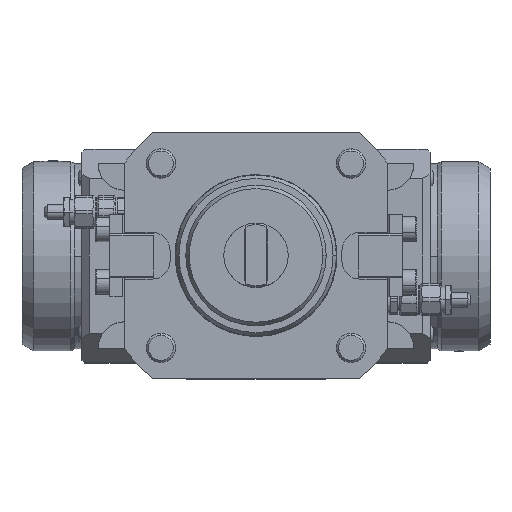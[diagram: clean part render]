
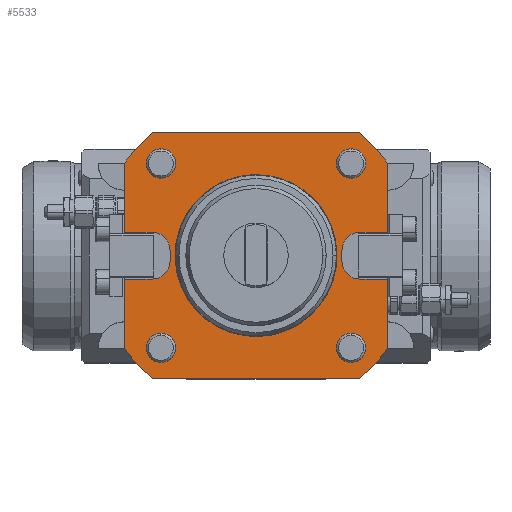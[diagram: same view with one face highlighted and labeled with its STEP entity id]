
A CAD part, top view. The second image highlights one B-rep face of the part: STEP entity #5533.
In plain terms, the highlighted planar face has unit normal (0, 0, 1).
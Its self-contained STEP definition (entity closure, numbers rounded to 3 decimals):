
#3599=CARTESIAN_POINT('',(-27.5,0.,0.));
#3600=VERTEX_POINT('',#3599);
#3607=CARTESIAN_POINT('',(27.5,-0.,0.));
#3608=VERTEX_POINT('',#3607);
#3609=CARTESIAN_POINT('',(-0.,-0.,0.));
#3610=DIRECTION('',(-0.,-0.,1.));
#3611=DIRECTION('',(-1.,0.,-0.));
#3612=AXIS2_PLACEMENT_3D('',#3609,#3610,#3611);
#3613=CIRCLE('',#3612,27.5);
#3614=EDGE_CURVE('',#3600,#3608,#3613,.T.);
#3659=CARTESIAN_POINT('',(45.,-31.623,-0.));
#3660=VERTEX_POINT('',#3659);
#3667=CARTESIAN_POINT('',(35.511,-42.,-0.));
#3668=VERTEX_POINT('',#3667);
#3669=CARTESIAN_POINT('',(0.,0.,0.));
#3670=DIRECTION('',(0.,-0.,1.));
#3671=DIRECTION('',(1.,-0.,-0.));
#3672=AXIS2_PLACEMENT_3D('',#3669,#3670,#3671);
#3673=CIRCLE('',#3672,55.);
#3674=EDGE_CURVE('',#3668,#3660,#3673,.T.);
#3701=CARTESIAN_POINT('',(-45.,31.623,0.));
#3702=VERTEX_POINT('',#3701);
#3709=CARTESIAN_POINT('',(-35.511,42.,0.));
#3710=VERTEX_POINT('',#3709);
#3711=CARTESIAN_POINT('',(0.,0.,0.));
#3712=DIRECTION('',(0.,-0.,1.));
#3713=DIRECTION('',(1.,-0.,-0.));
#3714=AXIS2_PLACEMENT_3D('',#3711,#3712,#3713);
#3715=CIRCLE('',#3714,55.);
#3716=EDGE_CURVE('',#3710,#3702,#3715,.T.);
#3957=CARTESIAN_POINT('',(35.511,42.,-0.));
#3958=VERTEX_POINT('',#3957);
#3959=CARTESIAN_POINT('',(-35.511,42.,0.));
#3960=DIRECTION('',(1.,0.,-0.));
#3961=VECTOR('',#3960,71.021);
#3962=LINE('',#3959,#3961);
#3963=EDGE_CURVE('',#3710,#3958,#3962,.T.);
#4039=CARTESIAN_POINT('',(45.,31.623,-0.));
#4040=VERTEX_POINT('',#4039);
#4041=CARTESIAN_POINT('',(0.,0.,0.));
#4042=DIRECTION('',(0.,-0.,1.));
#4043=DIRECTION('',(1.,-0.,-0.));
#4044=AXIS2_PLACEMENT_3D('',#4041,#4042,#4043);
#4045=CIRCLE('',#4044,55.);
#4046=EDGE_CURVE('',#4040,#3958,#4045,.T.);
#4222=CARTESIAN_POINT('',(-35.511,-42.,0.));
#4223=VERTEX_POINT('',#4222);
#4230=CARTESIAN_POINT('',(-45.,-31.623,0.));
#4231=VERTEX_POINT('',#4230);
#4232=CARTESIAN_POINT('',(0.,0.,0.));
#4233=DIRECTION('',(0.,-0.,1.));
#4234=DIRECTION('',(1.,-0.,-0.));
#4235=AXIS2_PLACEMENT_3D('',#4232,#4233,#4234);
#4236=CIRCLE('',#4235,55.);
#4237=EDGE_CURVE('',#4231,#4223,#4236,.T.);
#4673=CARTESIAN_POINT('',(29.4,-1.9,-0.));
#4674=VERTEX_POINT('',#4673);
#4675=CARTESIAN_POINT('',(29.4,1.9,-0.));
#4676=VERTEX_POINT('',#4675);
#4677=CARTESIAN_POINT('',(29.4,-1.9,-0.));
#4678=DIRECTION('',(0.,1.,0.));
#4679=VECTOR('',#4678,3.8);
#4680=LINE('',#4677,#4679);
#4681=EDGE_CURVE('',#4674,#4676,#4680,.T.);
#4704=CARTESIAN_POINT('',(35.5,8.,-0.));
#4705=VERTEX_POINT('',#4704);
#4706=CARTESIAN_POINT('',(35.5,1.9,-0.));
#4707=DIRECTION('',(-0.,0.,-1.));
#4708=DIRECTION('',(0.,1.,0.));
#4709=AXIS2_PLACEMENT_3D('',#4706,#4707,#4708);
#4710=CIRCLE('',#4709,6.1);
#4711=EDGE_CURVE('',#4676,#4705,#4710,.T.);
#4729=CARTESIAN_POINT('',(45.,8.,-0.));
#4730=VERTEX_POINT('',#4729);
#4739=CARTESIAN_POINT('',(35.5,8.,-0.));
#4740=DIRECTION('',(1.,-0.,-0.));
#4741=VECTOR('',#4740,9.5);
#4742=LINE('',#4739,#4741);
#4743=EDGE_CURVE('',#4705,#4730,#4742,.T.);
#4770=CARTESIAN_POINT('',(35.5,-8.,-0.));
#4771=VERTEX_POINT('',#4770);
#4778=CARTESIAN_POINT('',(45.,-8.,-0.));
#4779=VERTEX_POINT('',#4778);
#4780=CARTESIAN_POINT('',(45.,-8.,-0.));
#4781=DIRECTION('',(-1.,0.,0.));
#4782=VECTOR('',#4781,9.5);
#4783=LINE('',#4780,#4782);
#4784=EDGE_CURVE('',#4779,#4771,#4783,.T.);
#4800=CARTESIAN_POINT('',(35.5,-1.9,-0.));
#4801=DIRECTION('',(-0.,0.,-1.));
#4802=DIRECTION('',(-1.,0.,0.));
#4803=AXIS2_PLACEMENT_3D('',#4800,#4801,#4802);
#4804=CIRCLE('',#4803,6.1);
#4805=EDGE_CURVE('',#4771,#4674,#4804,.T.);
#4876=CARTESIAN_POINT('',(-29.4,1.9,-0.));
#4877=VERTEX_POINT('',#4876);
#4878=CARTESIAN_POINT('',(-29.4,-1.9,-0.));
#4879=VERTEX_POINT('',#4878);
#4880=CARTESIAN_POINT('',(-29.4,1.9,-0.));
#4881=DIRECTION('',(0.,-1.,-0.));
#4882=VECTOR('',#4881,3.8);
#4883=LINE('',#4880,#4882);
#4884=EDGE_CURVE('',#4877,#4879,#4883,.T.);
#4907=CARTESIAN_POINT('',(-35.5,-8.,-0.));
#4908=VERTEX_POINT('',#4907);
#4909=CARTESIAN_POINT('',(-35.5,-1.9,-0.));
#4910=DIRECTION('',(-0.,0.,-1.));
#4911=DIRECTION('',(-0.,-1.,-0.));
#4912=AXIS2_PLACEMENT_3D('',#4909,#4910,#4911);
#4913=CIRCLE('',#4912,6.1);
#4914=EDGE_CURVE('',#4879,#4908,#4913,.T.);
#4932=CARTESIAN_POINT('',(-45.,-8.,0.));
#4933=VERTEX_POINT('',#4932);
#4942=CARTESIAN_POINT('',(-35.5,-8.,-0.));
#4943=DIRECTION('',(-1.,0.,0.));
#4944=VECTOR('',#4943,9.5);
#4945=LINE('',#4942,#4944);
#4946=EDGE_CURVE('',#4908,#4933,#4945,.T.);
#4964=CARTESIAN_POINT('',(-35.5,8.,-0.));
#4965=VERTEX_POINT('',#4964);
#4966=CARTESIAN_POINT('',(-35.5,1.9,-0.));
#4967=DIRECTION('',(-0.,0.,-1.));
#4968=DIRECTION('',(1.,-0.,-0.));
#4969=AXIS2_PLACEMENT_3D('',#4966,#4967,#4968);
#4970=CIRCLE('',#4969,6.1);
#4971=EDGE_CURVE('',#4965,#4877,#4970,.T.);
#4999=CARTESIAN_POINT('',(-45.,8.,0.));
#5000=VERTEX_POINT('',#4999);
#5001=CARTESIAN_POINT('',(-45.,8.,0.));
#5002=DIRECTION('',(1.,-0.,-0.));
#5003=VECTOR('',#5002,9.5);
#5004=LINE('',#5001,#5003);
#5005=EDGE_CURVE('',#5000,#4965,#5004,.T.);
#5386=CARTESIAN_POINT('',(35.511,-42.,-0.));
#5387=DIRECTION('',(-1.,0.,0.));
#5388=VECTOR('',#5387,71.021);
#5389=LINE('',#5386,#5388);
#5390=EDGE_CURVE('',#3668,#4223,#5389,.T.);
#5396=CARTESIAN_POINT('',(-0.,0.,0.));
#5397=DIRECTION('',(0.,-0.,1.));
#5398=DIRECTION('',(0.,1.,0.));
#5399=AXIS2_PLACEMENT_3D('',#5396,#5397,#5398);
#5400=PLANE('',#5399);
#5401=ORIENTED_EDGE('',*,*,#5005,.T.);
#5402=ORIENTED_EDGE('',*,*,#4971,.T.);
#5403=ORIENTED_EDGE('',*,*,#4884,.T.);
#5404=ORIENTED_EDGE('',*,*,#4914,.T.);
#5405=ORIENTED_EDGE('',*,*,#4946,.T.);
#5406=CARTESIAN_POINT('',(-45.,-31.623,0.));
#5407=DIRECTION('',(0.,1.,0.));
#5408=VECTOR('',#5407,23.623);
#5409=LINE('',#5406,#5408);
#5410=EDGE_CURVE('',#4231,#4933,#5409,.T.);
#5411=ORIENTED_EDGE('',*,*,#5410,.F.);
#5412=ORIENTED_EDGE('',*,*,#4237,.T.);
#5413=ORIENTED_EDGE('',*,*,#5390,.F.);
#5414=ORIENTED_EDGE('',*,*,#3674,.T.);
#5415=CARTESIAN_POINT('',(45.,-8.,-0.));
#5416=DIRECTION('',(0.,-1.,-0.));
#5417=VECTOR('',#5416,23.623);
#5418=LINE('',#5415,#5417);
#5419=EDGE_CURVE('',#4779,#3660,#5418,.T.);
#5420=ORIENTED_EDGE('',*,*,#5419,.F.);
#5421=ORIENTED_EDGE('',*,*,#4784,.T.);
#5422=ORIENTED_EDGE('',*,*,#4805,.T.);
#5423=ORIENTED_EDGE('',*,*,#4681,.T.);
#5424=ORIENTED_EDGE('',*,*,#4711,.T.);
#5425=ORIENTED_EDGE('',*,*,#4743,.T.);
#5426=CARTESIAN_POINT('',(45.,31.623,-0.));
#5427=DIRECTION('',(0.,-1.,-0.));
#5428=VECTOR('',#5427,23.623);
#5429=LINE('',#5426,#5428);
#5430=EDGE_CURVE('',#4040,#4730,#5429,.T.);
#5431=ORIENTED_EDGE('',*,*,#5430,.F.);
#5432=ORIENTED_EDGE('',*,*,#4046,.T.);
#5433=ORIENTED_EDGE('',*,*,#3963,.F.);
#5434=ORIENTED_EDGE('',*,*,#3716,.T.);
#5435=CARTESIAN_POINT('',(-45.,8.,0.));
#5436=DIRECTION('',(0.,1.,0.));
#5437=VECTOR('',#5436,23.623);
#5438=LINE('',#5435,#5437);
#5439=EDGE_CURVE('',#5000,#3702,#5438,.T.);
#5440=ORIENTED_EDGE('',*,*,#5439,.F.);
#5441=EDGE_LOOP('',(#5401,#5402,#5403,#5404,#5405,#5411,#5412,#5413,#5414,#5420,#5421,#5422,#5423,#5424,#5425,#5431,#5432,#5433,#5434,#5440));
#5442=FACE_BOUND('',#5441,.T.);
#5443=CARTESIAN_POINT('',(-32.5,26.5,0.));
#5444=VERTEX_POINT('',#5443);
#5445=CARTESIAN_POINT('',(-32.5,36.5,0.));
#5446=VERTEX_POINT('',#5445);
#5447=CARTESIAN_POINT('',(-32.5,31.5,0.));
#5448=DIRECTION('',(-0.,0.,-1.));
#5449=DIRECTION('',(0.,1.,0.));
#5450=AXIS2_PLACEMENT_3D('',#5447,#5448,#5449);
#5451=CIRCLE('',#5450,5.);
#5452=EDGE_CURVE('',#5444,#5446,#5451,.T.);
#5453=ORIENTED_EDGE('',*,*,#5452,.T.);
#5454=CARTESIAN_POINT('',(-32.5,31.5,0.));
#5455=DIRECTION('',(-0.,0.,-1.));
#5456=DIRECTION('',(0.,1.,0.));
#5457=AXIS2_PLACEMENT_3D('',#5454,#5455,#5456);
#5458=CIRCLE('',#5457,5.);
#5459=EDGE_CURVE('',#5446,#5444,#5458,.T.);
#5460=ORIENTED_EDGE('',*,*,#5459,.T.);
#5461=EDGE_LOOP('',(#5453,#5460));
#5462=FACE_BOUND('',#5461,.T.);
#5463=CARTESIAN_POINT('',(-32.5,-36.5,0.));
#5464=VERTEX_POINT('',#5463);
#5465=CARTESIAN_POINT('',(-32.5,-26.5,0.));
#5466=VERTEX_POINT('',#5465);
#5467=CARTESIAN_POINT('',(-32.5,-31.5,0.));
#5468=DIRECTION('',(-0.,0.,-1.));
#5469=DIRECTION('',(0.,1.,0.));
#5470=AXIS2_PLACEMENT_3D('',#5467,#5468,#5469);
#5471=CIRCLE('',#5470,5.);
#5472=EDGE_CURVE('',#5464,#5466,#5471,.T.);
#5473=ORIENTED_EDGE('',*,*,#5472,.T.);
#5474=CARTESIAN_POINT('',(-32.5,-31.5,0.));
#5475=DIRECTION('',(-0.,0.,-1.));
#5476=DIRECTION('',(0.,1.,0.));
#5477=AXIS2_PLACEMENT_3D('',#5474,#5475,#5476);
#5478=CIRCLE('',#5477,5.);
#5479=EDGE_CURVE('',#5466,#5464,#5478,.T.);
#5480=ORIENTED_EDGE('',*,*,#5479,.T.);
#5481=EDGE_LOOP('',(#5473,#5480));
#5482=FACE_BOUND('',#5481,.T.);
#5483=CARTESIAN_POINT('',(32.5,-36.5,-0.));
#5484=VERTEX_POINT('',#5483);
#5485=CARTESIAN_POINT('',(32.5,-26.5,-0.));
#5486=VERTEX_POINT('',#5485);
#5487=CARTESIAN_POINT('',(32.5,-31.5,-0.));
#5488=DIRECTION('',(-0.,0.,-1.));
#5489=DIRECTION('',(0.,1.,0.));
#5490=AXIS2_PLACEMENT_3D('',#5487,#5488,#5489);
#5491=CIRCLE('',#5490,5.);
#5492=EDGE_CURVE('',#5484,#5486,#5491,.T.);
#5493=ORIENTED_EDGE('',*,*,#5492,.T.);
#5494=CARTESIAN_POINT('',(32.5,-31.5,-0.));
#5495=DIRECTION('',(-0.,0.,-1.));
#5496=DIRECTION('',(0.,1.,0.));
#5497=AXIS2_PLACEMENT_3D('',#5494,#5495,#5496);
#5498=CIRCLE('',#5497,5.);
#5499=EDGE_CURVE('',#5486,#5484,#5498,.T.);
#5500=ORIENTED_EDGE('',*,*,#5499,.T.);
#5501=EDGE_LOOP('',(#5493,#5500));
#5502=FACE_BOUND('',#5501,.T.);
#5503=CARTESIAN_POINT('',(32.5,26.5,-0.));
#5504=VERTEX_POINT('',#5503);
#5505=CARTESIAN_POINT('',(32.5,36.5,-0.));
#5506=VERTEX_POINT('',#5505);
#5507=CARTESIAN_POINT('',(32.5,31.5,-0.));
#5508=DIRECTION('',(-0.,0.,-1.));
#5509=DIRECTION('',(0.,1.,0.));
#5510=AXIS2_PLACEMENT_3D('',#5507,#5508,#5509);
#5511=CIRCLE('',#5510,5.);
#5512=EDGE_CURVE('',#5504,#5506,#5511,.T.);
#5513=ORIENTED_EDGE('',*,*,#5512,.T.);
#5514=CARTESIAN_POINT('',(32.5,31.5,-0.));
#5515=DIRECTION('',(-0.,0.,-1.));
#5516=DIRECTION('',(0.,1.,0.));
#5517=AXIS2_PLACEMENT_3D('',#5514,#5515,#5516);
#5518=CIRCLE('',#5517,5.);
#5519=EDGE_CURVE('',#5506,#5504,#5518,.T.);
#5520=ORIENTED_EDGE('',*,*,#5519,.T.);
#5521=EDGE_LOOP('',(#5513,#5520));
#5522=FACE_BOUND('',#5521,.T.);
#5523=ORIENTED_EDGE('',*,*,#3614,.F.);
#5524=CARTESIAN_POINT('',(-0.,-0.,0.));
#5525=DIRECTION('',(-0.,-0.,1.));
#5526=DIRECTION('',(-1.,0.,-0.));
#5527=AXIS2_PLACEMENT_3D('',#5524,#5525,#5526);
#5528=CIRCLE('',#5527,27.5);
#5529=EDGE_CURVE('',#3608,#3600,#5528,.T.);
#5530=ORIENTED_EDGE('',*,*,#5529,.F.);
#5531=EDGE_LOOP('',(#5523,#5530));
#5532=FACE_BOUND('',#5531,.T.);
#5533=ADVANCED_FACE('',(#5442,#5462,#5482,#5502,#5522,#5532),#5400,.T.);
